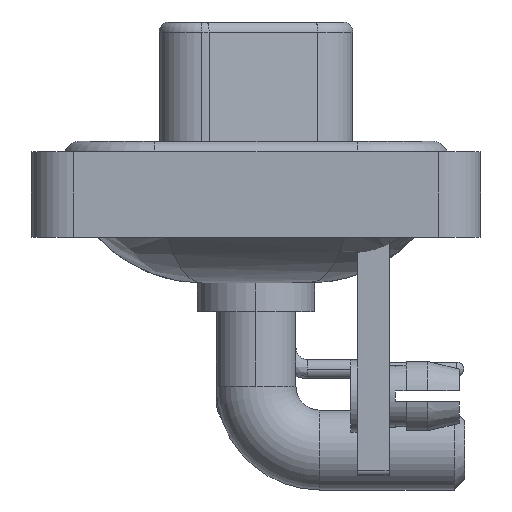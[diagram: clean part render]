
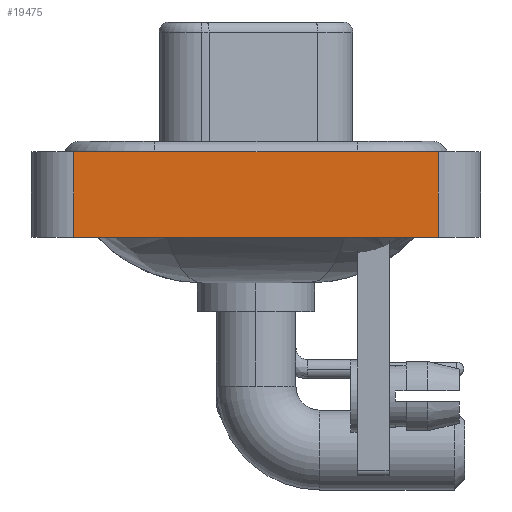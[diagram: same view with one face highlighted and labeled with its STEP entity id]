
A CAD part, left-side view. The second image highlights one B-rep face of the part: STEP entity #19475.
In plain terms, the highlighted planar face has unit normal (-1, 0, 0).
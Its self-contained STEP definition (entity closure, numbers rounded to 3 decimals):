
#652 = DIRECTION ( 'NONE',  ( 0., -1., 0. ) ) ;
#1016 = ORIENTED_EDGE ( 'NONE', *, *, #7340, .T. ) ;
#1081 = DIRECTION ( 'NONE',  ( 0., -1., 0. ) ) ;
#1448 = VERTEX_POINT ( 'NONE', #13123 ) ;
#1512 = VERTEX_POINT ( 'NONE', #22710 ) ;
#3148 = EDGE_LOOP ( 'NONE', ( #1016, #9803, #6001, #16806 ) ) ;
#3951 = PLANE ( 'NONE',  #27456 ) ;
#4114 = VECTOR ( 'NONE', #1081, 1000. ) ;
#5899 = DIRECTION ( 'NONE',  ( 0., 0., 1. ) ) ;
#6001 = ORIENTED_EDGE ( 'NONE', *, *, #16374, .F. ) ;
#6045 = CARTESIAN_POINT ( 'NONE',  ( -7.35, -8.55, -3.6 ) ) ;
#6160 = EDGE_CURVE ( 'NONE', #11428, #23154, #18532, .T. ) ;
#7340 = EDGE_CURVE ( 'NONE', #1448, #23154, #16585, .T. ) ;
#9803 = ORIENTED_EDGE ( 'NONE', *, *, #6160, .F. ) ;
#10546 = DIRECTION ( 'NONE',  ( -1., 0., 0. ) ) ;
#10609 = CARTESIAN_POINT ( 'NONE',  ( -7.35, -8.55, 0.4 ) ) ;
#11428 = VERTEX_POINT ( 'NONE', #27686 ) ;
#11496 = CARTESIAN_POINT ( 'NONE',  ( -7.35, -8.55, 0.4 ) ) ;
#12906 = LINE ( 'NONE', #29097, #25365 ) ;
#13123 = CARTESIAN_POINT ( 'NONE',  ( -7.35, -8.55, -3.6 ) ) ;
#15073 = VECTOR ( 'NONE', #652, 1000. ) ;
#15282 = VECTOR ( 'NONE', #25724, 1000. ) ;
#16374 = EDGE_CURVE ( 'NONE', #1512, #11428, #12906, .T. ) ;
#16585 = LINE ( 'NONE', #25869, #15282 ) ;
#16806 = ORIENTED_EDGE ( 'NONE', *, *, #28401, .T. ) ;
#18532 = LINE ( 'NONE', #11496, #15073 ) ;
#19475 = ADVANCED_FACE ( 'NONE', ( #19997 ), #3951, .T. ) ;
#19563 = LINE ( 'NONE', #6045, #4114 ) ;
#19997 = FACE_OUTER_BOUND ( 'NONE', #3148, .T. ) ;
#21799 = CARTESIAN_POINT ( 'NONE',  ( -7.35, -8.55, -3.6 ) ) ;
#22710 = CARTESIAN_POINT ( 'NONE',  ( -7.35, 8.55, -3.6 ) ) ;
#23154 = VERTEX_POINT ( 'NONE', #10609 ) ;
#24446 = DIRECTION ( 'NONE',  ( 0., 0., 1. ) ) ;
#25365 = VECTOR ( 'NONE', #24446, 1000. ) ;
#25724 = DIRECTION ( 'NONE',  ( 0., 0., 1. ) ) ;
#25869 = CARTESIAN_POINT ( 'NONE',  ( -7.35, -8.55, -3.6 ) ) ;
#27456 = AXIS2_PLACEMENT_3D ( 'NONE', #21799, #10546, #5899 ) ;
#27686 = CARTESIAN_POINT ( 'NONE',  ( -7.35, 8.55, 0.4 ) ) ;
#28401 = EDGE_CURVE ( 'NONE', #1512, #1448, #19563, .T. ) ;
#29097 = CARTESIAN_POINT ( 'NONE',  ( -7.35, 8.55, -3.6 ) ) ;
